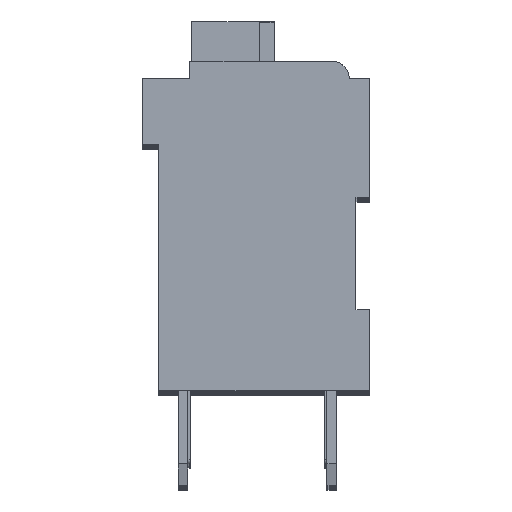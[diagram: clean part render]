
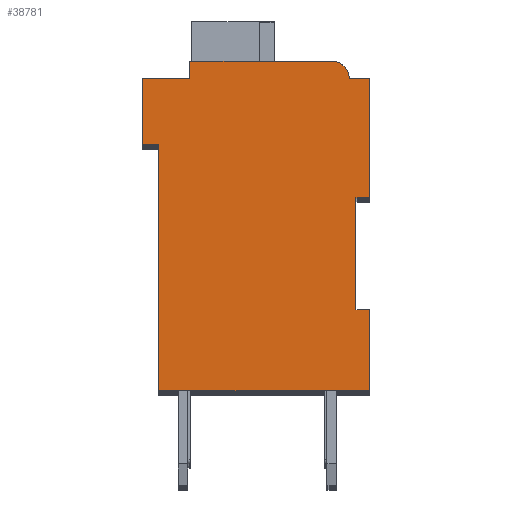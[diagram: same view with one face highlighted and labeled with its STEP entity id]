
A CAD part, top view. The second image highlights one B-rep face of the part: STEP entity #38781.
In plain terms, the highlighted planar face has unit normal (0, 0, 1).
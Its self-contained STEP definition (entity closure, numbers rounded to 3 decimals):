
#9118=DIRECTION('',(1.,0.,0.));
#9119=VECTOR('',#9118,0.5);
#9120=CARTESIAN_POINT('',(7.3,7.15,2.1));
#9121=LINE('',#9120,#9119);
#9122=DIRECTION('',(0.,1.,0.));
#9123=VECTOR('',#9122,4.15);
#9124=CARTESIAN_POINT('',(7.3,3.,2.1));
#9125=LINE('',#9124,#9123);
#9126=DIRECTION('',(-1.,0.,0.));
#9127=VECTOR('',#9126,0.5);
#9128=CARTESIAN_POINT('',(7.8,3.,2.1));
#9129=LINE('',#9128,#9127);
#9130=DIRECTION('',(0.,1.,0.));
#9131=VECTOR('',#9130,3.);
#9132=CARTESIAN_POINT('',(7.8,0.,2.1));
#9133=LINE('',#9132,#9131);
#9134=DIRECTION('',(1.,0.,0.));
#9135=VECTOR('',#9134,7.8);
#9136=CARTESIAN_POINT('',(0.,0.,2.1));
#9137=LINE('',#9136,#9135);
#9138=DIRECTION('',(0.,-1.,0.));
#9139=VECTOR('',#9138,9.1);
#9140=CARTESIAN_POINT('',(0.,9.1,2.1));
#9141=LINE('',#9140,#9139);
#9142=DIRECTION('',(1.,0.,0.));
#9143=VECTOR('',#9142,0.6);
#9144=CARTESIAN_POINT('',(-0.6,9.1,2.1));
#9145=LINE('',#9144,#9143);
#9146=DIRECTION('',(0.,-1.,0.));
#9147=VECTOR('',#9146,2.45);
#9148=CARTESIAN_POINT('',(-0.6,11.55,2.1));
#9149=LINE('',#9148,#9147);
#9150=DIRECTION('',(-1.,0.,0.));
#9151=VECTOR('',#9150,1.75);
#9152=CARTESIAN_POINT('',(1.15,11.55,2.1));
#9153=LINE('',#9152,#9151);
#9154=DIRECTION('',(0.,-1.,0.));
#9155=VECTOR('',#9154,0.65);
#9156=CARTESIAN_POINT('',(1.15,12.2,2.1));
#9157=LINE('',#9156,#9155);
#9158=DIRECTION('',(-1.,0.,0.));
#9159=VECTOR('',#9158,5.25);
#9160=CARTESIAN_POINT('',(6.4,12.2,2.1));
#9161=LINE('',#9160,#9159);
#9162=CARTESIAN_POINT('',(6.4,11.55,2.1));
#9163=DIRECTION('',(0.,0.,1.));
#9164=DIRECTION('',(1.,0.,0.));
#9165=AXIS2_PLACEMENT_3D('',#9162,#9163,#9164);
#9167=DIRECTION('',(-1.,0.,0.));
#9168=VECTOR('',#9167,0.75);
#9169=CARTESIAN_POINT('',(7.8,11.55,2.1));
#9170=LINE('',#9169,#9168);
#9171=DIRECTION('',(0.,1.,0.));
#9172=VECTOR('',#9171,4.4);
#9173=CARTESIAN_POINT('',(7.8,7.15,2.1));
#9174=LINE('',#9173,#9172);
#22937=CARTESIAN_POINT('',(7.3,7.15,2.1));
#22938=CARTESIAN_POINT('',(7.8,7.15,2.1));
#22939=VERTEX_POINT('',#22937);
#22940=VERTEX_POINT('',#22938);
#22941=CARTESIAN_POINT('',(7.8,11.55,2.1));
#22942=VERTEX_POINT('',#22941);
#22943=CARTESIAN_POINT('',(7.05,11.55,2.1));
#22944=VERTEX_POINT('',#22943);
#22945=CARTESIAN_POINT('',(6.4,12.2,2.1));
#22946=VERTEX_POINT('',#22945);
#22947=CARTESIAN_POINT('',(1.15,12.2,2.1));
#22948=VERTEX_POINT('',#22947);
#22949=CARTESIAN_POINT('',(1.15,11.55,2.1));
#22950=VERTEX_POINT('',#22949);
#22951=CARTESIAN_POINT('',(-0.6,11.55,2.1));
#22952=VERTEX_POINT('',#22951);
#22953=CARTESIAN_POINT('',(-0.6,9.1,2.1));
#22954=VERTEX_POINT('',#22953);
#22955=CARTESIAN_POINT('',(0.,9.1,2.1));
#22956=VERTEX_POINT('',#22955);
#22957=CARTESIAN_POINT('',(0.,0.,2.1));
#22958=VERTEX_POINT('',#22957);
#22959=CARTESIAN_POINT('',(7.8,0.,2.1));
#22960=VERTEX_POINT('',#22959);
#22961=CARTESIAN_POINT('',(7.8,3.,2.1));
#22962=VERTEX_POINT('',#22961);
#22963=CARTESIAN_POINT('',(7.3,3.,2.1));
#22964=VERTEX_POINT('',#22963);
#38760=CARTESIAN_POINT('',(0.,0.,2.1));
#38761=DIRECTION('',(0.,0.,1.));
#38762=DIRECTION('',(1.,0.,0.));
#38763=AXIS2_PLACEMENT_3D('',#38760,#38761,#38762);
#38764=PLANE('',#38763);
#38765=ORIENTED_EDGE('',*,*,#30214,.F.);
#38766=ORIENTED_EDGE('',*,*,#31246,.F.);
#38767=ORIENTED_EDGE('',*,*,#32116,.F.);
#38768=ORIENTED_EDGE('',*,*,#32711,.F.);
#38769=ORIENTED_EDGE('',*,*,#33398,.F.);
#38770=ORIENTED_EDGE('',*,*,#34303,.F.);
#38771=ORIENTED_EDGE('',*,*,#35032,.F.);
#38772=ORIENTED_EDGE('',*,*,#35371,.F.);
#38773=ORIENTED_EDGE('',*,*,#35885,.F.);
#38774=ORIENTED_EDGE('',*,*,#36860,.F.);
#38775=ORIENTED_EDGE('',*,*,#37632,.F.);
#38776=ORIENTED_EDGE('',*,*,#35936,.F.);
#38777=ORIENTED_EDGE('',*,*,#36601,.F.);
#38778=ORIENTED_EDGE('',*,*,#31141,.F.);
#38779=EDGE_LOOP('',(#38765,#38766,#38767,#38768,#38769,#38770,#38771,#38772,
#38773,#38774,#38775,#38776,#38777,#38778));
#38780=FACE_OUTER_BOUND('',#38779,.F.);
#9166=CIRCLE('',#9165,0.65);
#30214=EDGE_CURVE('',#22939,#22940,#9121,.T.);
#31141=EDGE_CURVE('',#22940,#22942,#9174,.T.);
#31246=EDGE_CURVE('',#22964,#22939,#9125,.T.);
#32116=EDGE_CURVE('',#22962,#22964,#9129,.T.);
#32711=EDGE_CURVE('',#22960,#22962,#9133,.T.);
#33398=EDGE_CURVE('',#22958,#22960,#9137,.T.);
#34303=EDGE_CURVE('',#22956,#22958,#9141,.T.);
#35032=EDGE_CURVE('',#22954,#22956,#9145,.T.);
#35371=EDGE_CURVE('',#22952,#22954,#9149,.T.);
#35885=EDGE_CURVE('',#22950,#22952,#9153,.T.);
#35936=EDGE_CURVE('',#22944,#22946,#9166,.T.);
#36601=EDGE_CURVE('',#22942,#22944,#9170,.T.);
#36860=EDGE_CURVE('',#22948,#22950,#9157,.T.);
#37632=EDGE_CURVE('',#22946,#22948,#9161,.T.);
#38781=ADVANCED_FACE('',(#38780),#38764,.T.);
